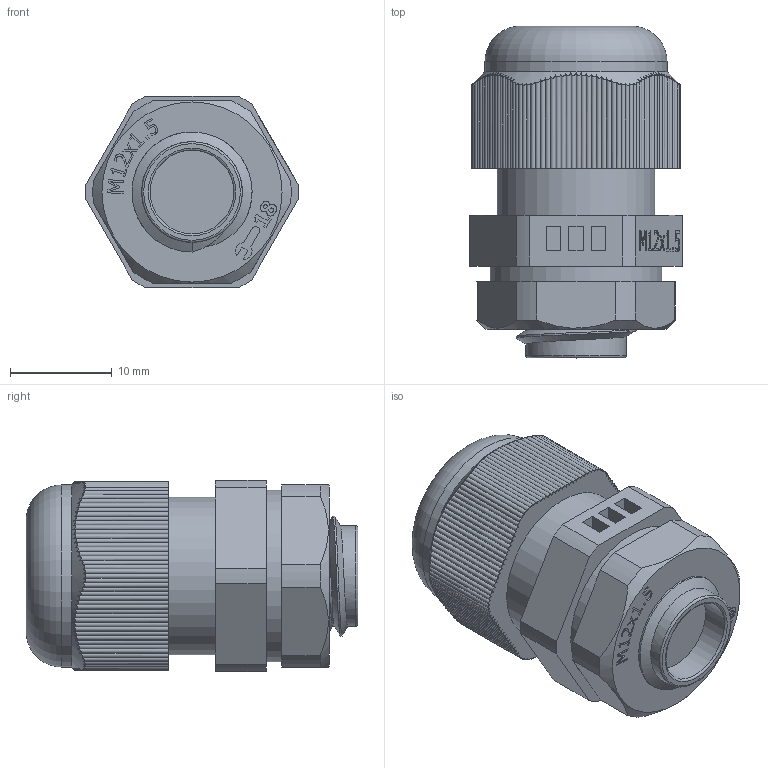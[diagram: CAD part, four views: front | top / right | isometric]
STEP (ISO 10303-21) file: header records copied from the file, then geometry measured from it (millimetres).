
FILE_DESCRIPTION(/* description */ (''),/* implementation_level */ '2;1');
FILE_NAME(/* name */ '',/* time_stamp */ '2023-07-03T15:19:15+07:00',/* author */ ('zeta-09'),/* organization */ (''),/* preprocessor_version */ 'ST-DEVELOPER v19.2',/* originating_system */ 'Autodesk Inventor 2024',/* authorisation */ '');
FILE_SCHEMA (('AUTOMOTIVE_DESIGN { 1 0 10303 214 3 1 1 }'));
Length unit declared in the file: millimetre
Products named in the file (1): Деталь1
Bounding box: 20.89 x 32.61 x 18.8 mm (x, y, z)
Volume: 7809.7 mm3; surface area: 3039.4 mm2
Topology: 1 solids, 1 shells, 452 faces, 1384 edges, 959 vertices
Faces by surface type: plane 213, cylinder 151, bspline 82, torus 4, cone 2
Full cylindrical faces by diameter (mm): 8.2 x1, 9.9 x1, 15.5 x1, 16.9 x1, 17.9 x1
Entity records: 19559 total; most frequent: CARTESIAN_POINT 7450, ORIENTED_EDGE 2768, DIRECTION 1890, EDGE_CURVE 1384, VERTEX_POINT 959, LINE 772, VECTOR 772, AXIS2_PLACEMENT_3D 559
